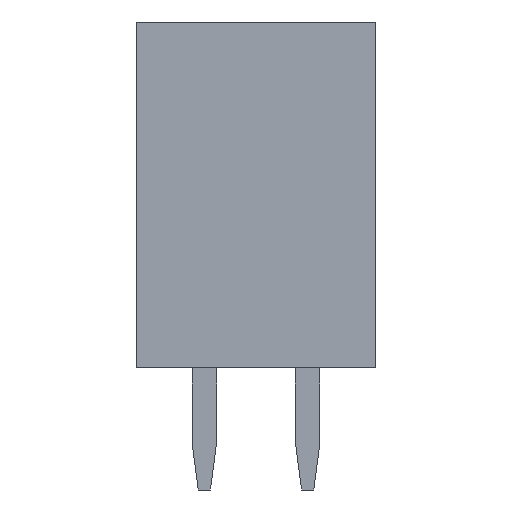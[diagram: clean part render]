
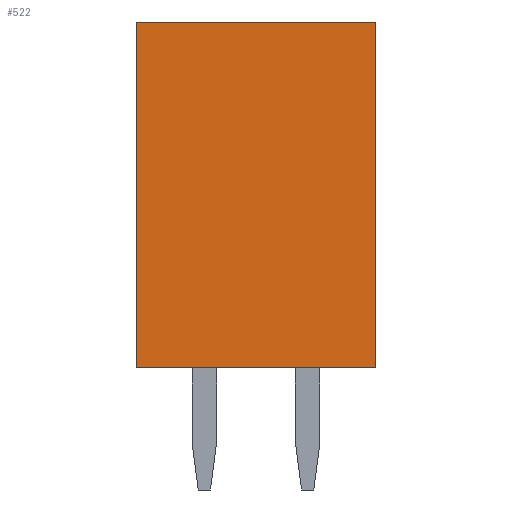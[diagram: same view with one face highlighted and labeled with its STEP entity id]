
A CAD part, front view. The second image highlights one B-rep face of the part: STEP entity #522.
In plain terms, the highlighted planar face has unit normal (0, -1, 0).
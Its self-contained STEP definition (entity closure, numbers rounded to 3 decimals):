
#522=ADVANCED_FACE('',(#1138),#1140,.T.);
#1138=FACE_BOUND('',#1139,.T.);
#1139=EDGE_LOOP('',(#1642,#1643,#1644,#1645));
#1140=PLANE('',#1141);
#1141=AXIS2_PLACEMENT_3D('',#1142,#1143,#1144);
#1142=CARTESIAN_POINT('',(4.21,-1.27,0.));
#1143=DIRECTION('',(0.,-1.,0.));
#1144=DIRECTION('',(0.,0.,1.));
#1642=ORIENTED_EDGE('',*,*,#1925,.T.);
#1643=ORIENTED_EDGE('',*,*,#1966,.T.);
#1644=ORIENTED_EDGE('',*,*,#1951,.F.);
#1645=ORIENTED_EDGE('',*,*,#1956,.F.);
#1925=EDGE_CURVE('',#2198,#2196,#2199,.T.);
#1951=EDGE_CURVE('',#2240,#2242,#2243,.T.);
#1956=EDGE_CURVE('',#2198,#2240,#2250,.T.);
#1966=EDGE_CURVE('',#2196,#2242,#2262,.T.);
#2196=VERTEX_POINT('',#2706);
#2198=VERTEX_POINT('',#2710);
#2199=LINE('',#2711,#2712);
#2240=VERTEX_POINT('',#2802);
#2242=VERTEX_POINT('',#2806);
#2243=LINE('',#2807,#2808);
#2250=LINE('',#2824,#2825);
#2262=LINE('',#2856,#2857);
#2706=CARTESIAN_POINT('',(4.21,-1.27,8.5));
#2710=CARTESIAN_POINT('',(4.21,-1.27,0.));
#2711=CARTESIAN_POINT('',(4.21,-1.27,0.));
#2712=VECTOR('',#2713,1.);
#2713=DIRECTION('',(0.,0.,1.));
#2802=CARTESIAN_POINT('',(-1.67,-1.27,0.));
#2806=CARTESIAN_POINT('',(-1.67,-1.27,8.5));
#2807=CARTESIAN_POINT('',(-1.67,-1.27,0.));
#2808=VECTOR('',#2809,1.);
#2809=DIRECTION('',(0.,0.,1.));
#2824=CARTESIAN_POINT('',(4.21,-1.27,0.));
#2825=VECTOR('',#2826,1.);
#2826=DIRECTION('',(-1.,0.,0.));
#2856=CARTESIAN_POINT('',(4.21,-1.27,8.5));
#2857=VECTOR('',#2858,1.);
#2858=DIRECTION('',(-1.,0.,0.));
